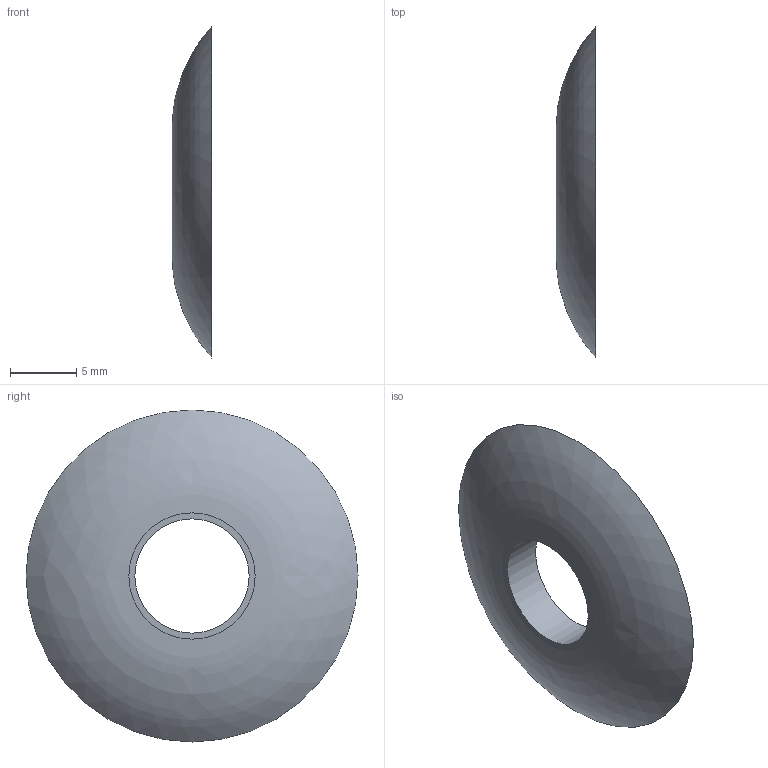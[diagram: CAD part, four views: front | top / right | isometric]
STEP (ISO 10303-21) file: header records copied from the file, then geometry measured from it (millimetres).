
FILE_DESCRIPTION(/* description */ (''),/* implementation_level */ '2;1');
FILE_NAME(/* name */ 'Puller Unterlagsscheiben.step',/* time_stamp */ '2022-09-22T17:09:29+02:00',/* author */ (''),/* organization */ (''),/* preprocessor_version */ 'ST-DEVELOPER v19',/* originating_system */ 'Autodesk Translation Framework v11.7.0.108',/* authorisation */ '');
FILE_SCHEMA (('AUTOMOTIVE_DESIGN { 1 0 10303 214 3 1 1 }'));
Length unit declared in the file: millimetre
Products named in the file (1): Puller Complete better Version
Bounding box: 3 x 25 x 25 mm (x, y, z)
Volume: 811.8 mm3; surface area: 997.3 mm2
Topology: 1 solids, 1 shells, 4 faces, 6 edges, 4 vertices
Faces by surface type: plane 2, bspline 1, cylinder 1
Full cylindrical faces by diameter (mm): 8.6 x1
Entity records: 213 total; most frequent: CARTESIAN_POINT 41, DIRECTION 19, ORIENTED_EDGE 12, PRESENTATION_STYLE_ASSIGNMENT 11, SURFACE_STYLE_USAGE 11, SURFACE_SIDE_STYLE 11, SURFACE_STYLE_FILL_AREA 11, FILL_AREA_STYLE 11
